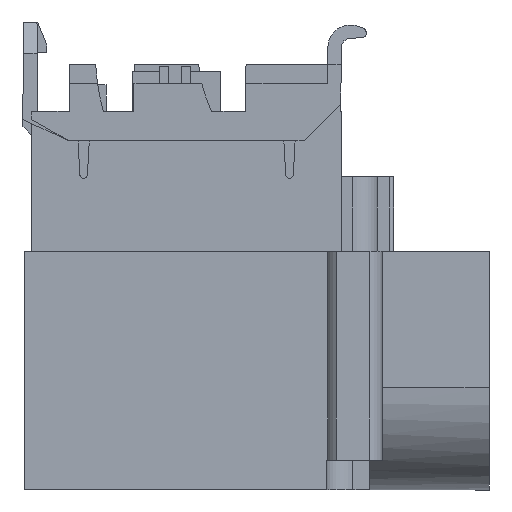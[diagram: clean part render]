
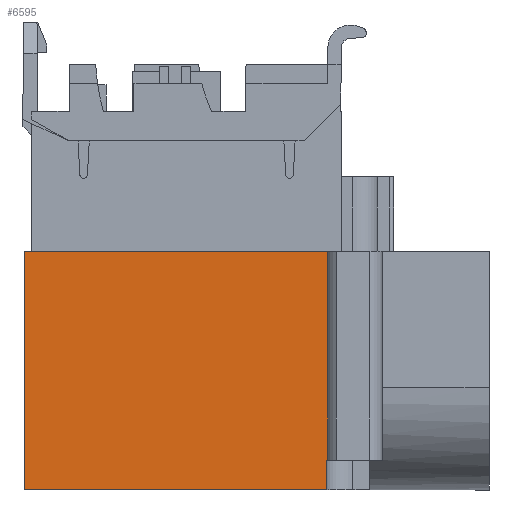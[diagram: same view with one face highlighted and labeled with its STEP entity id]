
A CAD part, left-side view. The second image highlights one B-rep face of the part: STEP entity #6595.
In plain terms, the highlighted planar face has unit normal (-1, 0, 0).
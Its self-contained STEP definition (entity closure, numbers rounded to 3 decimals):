
#423 = ORIENTED_EDGE ( 'NONE', *, *, #7923, .F. ) ;
#547 = VECTOR ( 'NONE', #7654, 1000. ) ;
#564 = EDGE_CURVE ( 'NONE', #6145, #4459, #1294, .T. ) ;
#615 = DIRECTION ( 'NONE',  ( 0., 0., 1. ) ) ;
#792 = VERTEX_POINT ( 'NONE', #7501 ) ;
#898 = DIRECTION ( 'NONE',  ( 1., 0., 0. ) ) ;
#1294 = LINE ( 'NONE', #3889, #547 ) ;
#1364 = DIRECTION ( 'NONE',  ( 0., 1., 0. ) ) ;
#1383 = FACE_OUTER_BOUND ( 'NONE', #5542, .T. ) ;
#1530 = EDGE_CURVE ( 'NONE', #3746, #7984, #9287, .T. ) ;
#1713 = VECTOR ( 'NONE', #8579, 1000. ) ;
#2131 = VECTOR ( 'NONE', #6563, 1000. ) ;
#2141 = ORIENTED_EDGE ( 'NONE', *, *, #3497, .F. ) ;
#2335 = LINE ( 'NONE', #8510, #9018 ) ;
#2433 = CARTESIAN_POINT ( 'NONE',  ( 0.55, -17.859, -46.75 ) ) ;
#2602 = VECTOR ( 'NONE', #615, 1000. ) ;
#2669 = CARTESIAN_POINT ( 'NONE',  ( 0.55, 21.85, -18.75 ) ) ;
#3279 = CARTESIAN_POINT ( 'NONE',  ( 0.55, -17.859, -46.75 ) ) ;
#3282 = CARTESIAN_POINT ( 'NONE',  ( 0.55, -17.674, -50.75 ) ) ;
#3458 = CARTESIAN_POINT ( 'NONE',  ( 0.55, 22.85, -50.75 ) ) ;
#3471 = CARTESIAN_POINT ( 'NONE',  ( 0.55, -17.859, -18.75 ) ) ;
#3497 = EDGE_CURVE ( 'NONE', #3746, #6077, #8397, .T. ) ;
#3746 = VERTEX_POINT ( 'NONE', #8644 ) ;
#3889 = CARTESIAN_POINT ( 'NONE',  ( 0.55, 22.85, -50.75 ) ) ;
#3984 = LINE ( 'NONE', #5240, #8468 ) ;
#4459 = VERTEX_POINT ( 'NONE', #3458 ) ;
#4488 = CARTESIAN_POINT ( 'NONE',  ( 0.55, -17.859, -46.75 ) ) ;
#4653 = CARTESIAN_POINT ( 'NONE',  ( 0.55, -17.674, -46.75 ) ) ;
#4673 = PLANE ( 'NONE',  #9637 ) ;
#4998 = DIRECTION ( 'NONE',  ( 0., 0., 1. ) ) ;
#5226 = EDGE_CURVE ( 'NONE', #7984, #5725, #3984, .T. ) ;
#5240 = CARTESIAN_POINT ( 'NONE',  ( 0.55, -17.859, -18.75 ) ) ;
#5293 = LINE ( 'NONE', #5805, #2131 ) ;
#5542 = EDGE_LOOP ( 'NONE', ( #6629, #8421, #423, #8109, #6141, #2141, #8503 ) ) ;
#5725 = VERTEX_POINT ( 'NONE', #2669 ) ;
#5743 = EDGE_CURVE ( 'NONE', #5725, #792, #5293, .T. ) ;
#5805 = CARTESIAN_POINT ( 'NONE',  ( 0.55, -17.859, -18.75 ) ) ;
#6077 = VERTEX_POINT ( 'NONE', #4653 ) ;
#6141 = ORIENTED_EDGE ( 'NONE', *, *, #8303, .T. ) ;
#6145 = VERTEX_POINT ( 'NONE', #6213 ) ;
#6213 = CARTESIAN_POINT ( 'NONE',  ( 0.55, -17.674, -50.75 ) ) ;
#6265 = LINE ( 'NONE', #3282, #8918 ) ;
#6563 = DIRECTION ( 'NONE',  ( 0., 1., 0. ) ) ;
#6595 = ADVANCED_FACE ( 'NONE', ( #1383 ), #4673, .F. ) ;
#6629 = ORIENTED_EDGE ( 'NONE', *, *, #5226, .T. ) ;
#6955 = DIRECTION ( 'NONE',  ( 0., 0., 1. ) ) ;
#7501 = CARTESIAN_POINT ( 'NONE',  ( 0.55, 22.85, -18.75 ) ) ;
#7654 = DIRECTION ( 'NONE',  ( 0., 1., 0. ) ) ;
#7891 = DIRECTION ( 'NONE',  ( 0., 1., 0. ) ) ;
#7923 = EDGE_CURVE ( 'NONE', #4459, #792, #2335, .T. ) ;
#7984 = VERTEX_POINT ( 'NONE', #3471 ) ;
#8109 = ORIENTED_EDGE ( 'NONE', *, *, #564, .F. ) ;
#8303 = EDGE_CURVE ( 'NONE', #6145, #6077, #6265, .T. ) ;
#8397 = LINE ( 'NONE', #2433, #1713 ) ;
#8421 = ORIENTED_EDGE ( 'NONE', *, *, #5743, .T. ) ;
#8468 = VECTOR ( 'NONE', #1364, 1000. ) ;
#8503 = ORIENTED_EDGE ( 'NONE', *, *, #1530, .T. ) ;
#8510 = CARTESIAN_POINT ( 'NONE',  ( 0.55, 22.85, -46.75 ) ) ;
#8579 = DIRECTION ( 'NONE',  ( 0., 1., 0. ) ) ;
#8644 = CARTESIAN_POINT ( 'NONE',  ( 0.55, -17.859, -46.75 ) ) ;
#8918 = VECTOR ( 'NONE', #4998, 1000. ) ;
#9018 = VECTOR ( 'NONE', #6955, 1000. ) ;
#9287 = LINE ( 'NONE', #4488, #2602 ) ;
#9637 = AXIS2_PLACEMENT_3D ( 'NONE', #3279, #898, #7891 ) ;
